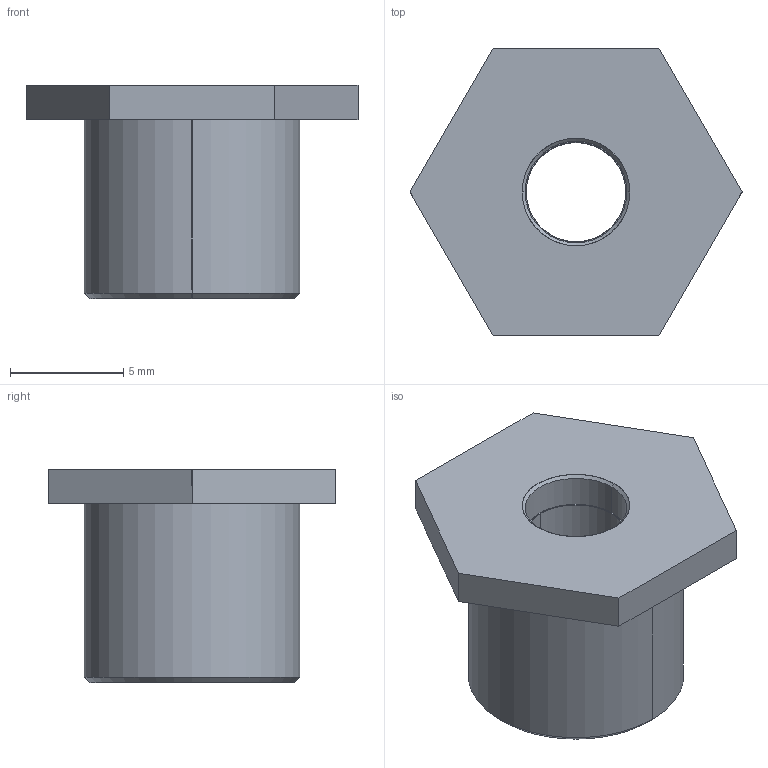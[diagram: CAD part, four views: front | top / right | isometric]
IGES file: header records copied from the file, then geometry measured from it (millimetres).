
Start section: SolidWorks IGES file using analytic representation for surfaces
Global section: file name: 79HD1001061-v1_AdLIGO_AOS_SLC  FM Elliptical Baffle Spacer.IGS; native system: SolidWorks 2010; preprocessor: SolidWorks 2010; author: ligo; date: 111026.091305; units: inch
Bounding box: 14.66 x 12.7 x 9.45 mm (x, y, z)
Surface area: 677.6 mm2 (no closed solid volume)
Topology: 0 solids, 0 shells, 22 faces, 276 edges, 276 vertices
Faces by surface type: revolution 12, bspline 10
